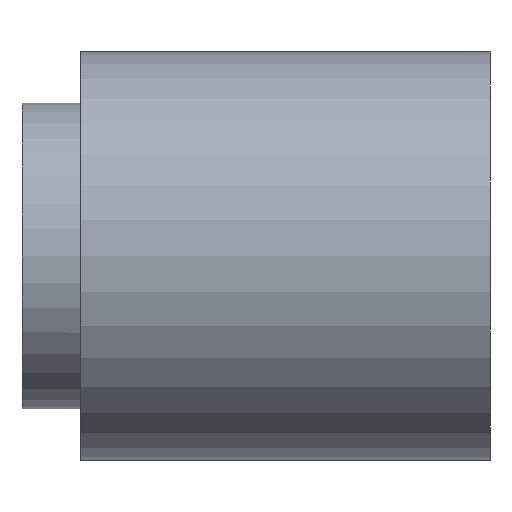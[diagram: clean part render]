
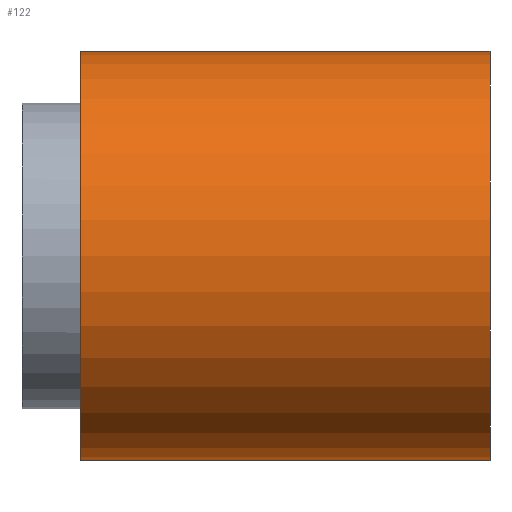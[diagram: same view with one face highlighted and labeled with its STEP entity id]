
A CAD part, front view. The second image highlights one B-rep face of the part: STEP entity #122.
In plain terms, the highlighted cylindrical face has radius 25 mm (diameter 50 mm), a full revolution.
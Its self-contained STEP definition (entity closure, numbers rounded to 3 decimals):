
#24=LINE('',#235,#28);
#28=VECTOR('',#197,34.);
#32=CYLINDRICAL_SURFACE('',#155,25.);
#44=FACE_OUTER_BOUND('',#56,.T.);
#56=EDGE_LOOP('',(#99,#100,#101,#102));
#59=CIRCLE('',#142,25.);
#66=CIRCLE('',#154,25.);
#67=VERTEX_POINT('',#212);
#74=VERTEX_POINT('',#232);
#75=EDGE_CURVE('',#67,#67,#59,.T.);
#83=EDGE_CURVE('',#74,#74,#66,.T.);
#84=EDGE_CURVE('',#67,#74,#24,.T.);
#99=ORIENTED_EDGE('',*,*,#75,.T.);
#100=ORIENTED_EDGE('',*,*,#84,.T.);
#101=ORIENTED_EDGE('',*,*,#83,.T.);
#102=ORIENTED_EDGE('',*,*,#84,.F.);
#122=ADVANCED_FACE('',(#44),#32,.T.);
#142=AXIS2_PLACEMENT_3D('',#213,#168,#169);
#154=AXIS2_PLACEMENT_3D('',#233,#193,#194);
#155=AXIS2_PLACEMENT_3D('',#234,#195,#196);
#168=DIRECTION('center_axis',(1.,0.,0.));
#169=DIRECTION('ref_axis',(0.,0.,-1.));
#193=DIRECTION('center_axis',(-1.,0.,0.));
#194=DIRECTION('ref_axis',(0.,0.,-1.));
#195=DIRECTION('center_axis',(-1.,0.,0.));
#196=DIRECTION('ref_axis',(0.,0.,-1.));
#197=DIRECTION('',(1.,0.,0.));
#212=CARTESIAN_POINT('',(-53.,0.,25.));
#213=CARTESIAN_POINT('Origin',(-53.,0.,0.));
#232=CARTESIAN_POINT('',(-3.,0.,25.));
#233=CARTESIAN_POINT('Origin',(-3.,0.,0.));
#234=CARTESIAN_POINT('Origin',(2.,0.,0.));
#235=CARTESIAN_POINT('',(2.,0.,25.));
